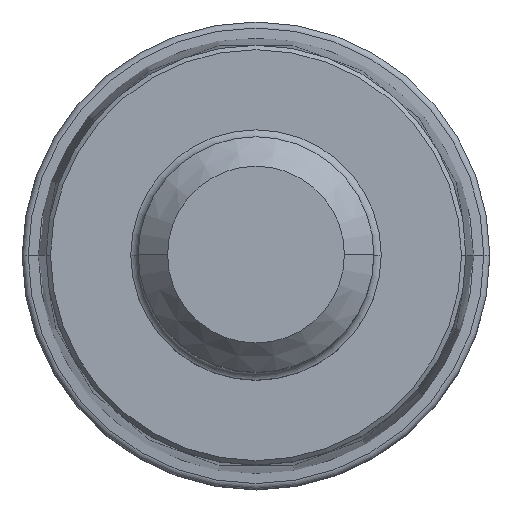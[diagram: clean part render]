
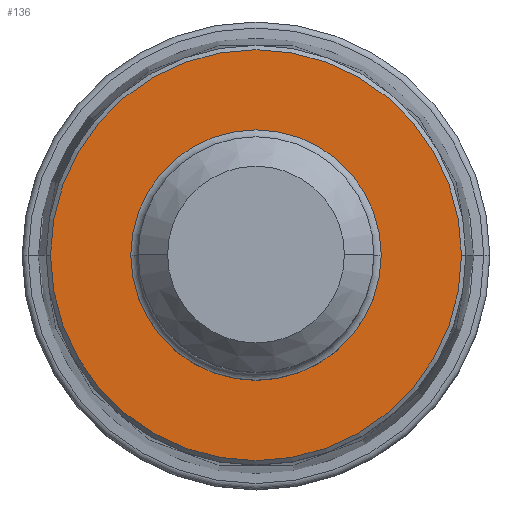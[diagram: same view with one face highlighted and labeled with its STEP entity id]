
A CAD part, top view. The second image highlights one B-rep face of the part: STEP entity #136.
In plain terms, the highlighted planar face has unit normal (0, 0, 1).
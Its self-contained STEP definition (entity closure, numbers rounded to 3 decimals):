
#53=PLANE('',#1197);
#60=FACE_BOUND('',#279,.T.);
#61=FACE_BOUND('',#280,.T.);
#136=ADVANCED_FACE('',(#60,#61),#53,.F.);
#279=EDGE_LOOP('',(#429,#430));
#280=EDGE_LOOP('',(#431,#432));
#429=ORIENTED_EDGE('',*,*,#715,.T.);
#430=ORIENTED_EDGE('',*,*,#716,.T.);
#431=ORIENTED_EDGE('',*,*,#717,.T.);
#432=ORIENTED_EDGE('',*,*,#718,.T.);
#619=VERTEX_POINT('',#1965);
#620=VERTEX_POINT('',#1966);
#621=VERTEX_POINT('',#1969);
#622=VERTEX_POINT('',#1970);
#715=EDGE_CURVE('',#619,#620,#850,.T.);
#716=EDGE_CURVE('',#620,#619,#851,.T.);
#717=EDGE_CURVE('',#621,#622,#852,.T.);
#718=EDGE_CURVE('',#622,#621,#853,.T.);
#850=CIRCLE('',#1193,13.95);
#851=CIRCLE('',#1194,13.95);
#852=CIRCLE('',#1195,8.5);
#853=CIRCLE('',#1196,8.5);
#1193=AXIS2_PLACEMENT_3D('',#1964,#1469,#1470);
#1194=AXIS2_PLACEMENT_3D('',#1967,#1471,#1472);
#1195=AXIS2_PLACEMENT_3D('',#1968,#1473,#1474);
#1196=AXIS2_PLACEMENT_3D('',#1971,#1475,#1476);
#1197=AXIS2_PLACEMENT_3D('',#1972,#1477,#1478);
#1469=DIRECTION('',(0.,0.,1.));
#1470=DIRECTION('',(-1.,0.,0.));
#1471=DIRECTION('',(0.,0.,1.));
#1472=DIRECTION('',(1.,0.,0.));
#1473=DIRECTION('',(0.,0.,-1.));
#1474=DIRECTION('',(1.,0.,0.));
#1475=DIRECTION('',(0.,0.,-1.));
#1476=DIRECTION('',(-1.,0.,0.));
#1477=DIRECTION('',(0.,0.,-1.));
#1478=DIRECTION('',(1.,0.,0.));
#1964=CARTESIAN_POINT('',(0.,0.,0.));
#1965=CARTESIAN_POINT('',(-13.95,0.,0.));
#1966=CARTESIAN_POINT('',(13.95,0.,0.));
#1967=CARTESIAN_POINT('',(0.,0.,0.));
#1968=CARTESIAN_POINT('',(0.,0.,0.));
#1969=CARTESIAN_POINT('',(8.5,0.,0.));
#1970=CARTESIAN_POINT('',(-8.5,0.,0.));
#1971=CARTESIAN_POINT('',(0.,0.,0.));
#1972=CARTESIAN_POINT('',(0.,0.,0.));
